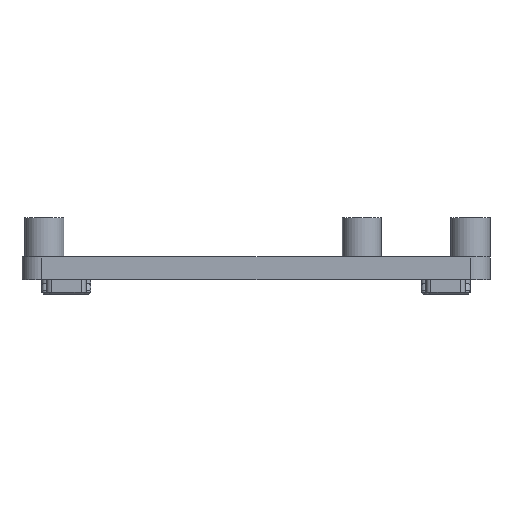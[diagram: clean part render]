
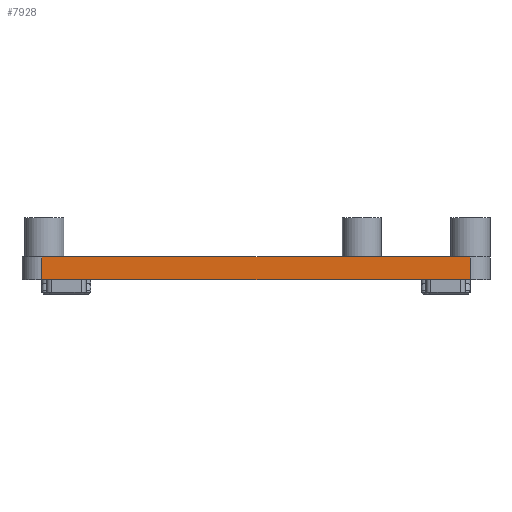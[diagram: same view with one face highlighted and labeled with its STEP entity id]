
A CAD part, front view. The second image highlights one B-rep face of the part: STEP entity #7928.
In plain terms, the highlighted planar face has unit normal (0, -1, 0).
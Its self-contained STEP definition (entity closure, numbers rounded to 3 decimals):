
#1022=FACE_OUTER_BOUND('',#1535,.T.);
#1535=EDGE_LOOP('',(#6962,#6963,#6964,#6965));
#1888=LINE('',#11980,#2693);
#2347=LINE('',#13273,#3152);
#2350=LINE('',#13280,#3155);
#2363=LINE('',#13328,#3168);
#2693=VECTOR('',#9588,10.);
#3152=VECTOR('',#10931,10.);
#3155=VECTOR('',#10938,10.);
#3168=VECTOR('',#10985,10.);
#3452=VERTEX_POINT('',#11977);
#3453=VERTEX_POINT('',#11979);
#3842=VERTEX_POINT('',#13272);
#3844=VERTEX_POINT('',#13279);
#4251=EDGE_CURVE('',#3452,#3453,#1888,.T.);
#4896=EDGE_CURVE('',#3453,#3842,#2347,.T.);
#4900=EDGE_CURVE('',#3842,#3844,#2350,.T.);
#4929=EDGE_CURVE('',#3844,#3452,#2363,.T.);
#6962=ORIENTED_EDGE('',*,*,#4896,.F.);
#6963=ORIENTED_EDGE('',*,*,#4251,.F.);
#6964=ORIENTED_EDGE('',*,*,#4929,.F.);
#6965=ORIENTED_EDGE('',*,*,#4900,.F.);
#7482=PLANE('',#8727);
#7928=ADVANCED_FACE('',(#1022),#7482,.T.);
#8727=AXIS2_PLACEMENT_3D('',#13327,#10983,#10984);
#9588=DIRECTION('',(1.,0.,0.));
#10931=DIRECTION('',(0.,0.,-1.));
#10938=DIRECTION('',(-1.,0.,0.));
#10983=DIRECTION('center_axis',(0.,-1.,0.));
#10984=DIRECTION('ref_axis',(1.,0.,0.));
#10985=DIRECTION('',(0.,0.,1.));
#11977=CARTESIAN_POINT('',(-43.5,-68.695,4.6));
#11979=CARTESIAN_POINT('',(43.5,-68.695,4.6));
#11980=CARTESIAN_POINT('',(47.5,-68.695,4.6));
#13272=CARTESIAN_POINT('',(43.5,-68.695,0.));
#13273=CARTESIAN_POINT('',(43.5,-68.695,0.));
#13279=CARTESIAN_POINT('',(-43.5,-68.695,0.));
#13280=CARTESIAN_POINT('',(47.5,-68.695,0.));
#13327=CARTESIAN_POINT('Origin',(-47.5,-68.695,0.));
#13328=CARTESIAN_POINT('',(-43.5,-68.695,0.));
